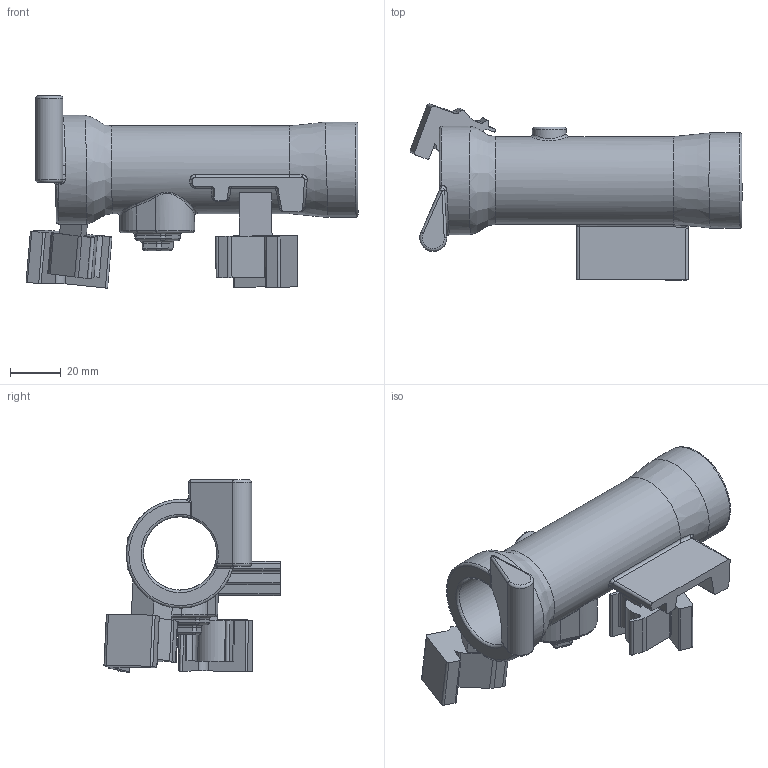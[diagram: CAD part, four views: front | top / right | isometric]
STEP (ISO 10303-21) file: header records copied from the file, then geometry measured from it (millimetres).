
FILE_DESCRIPTION(/* description */ (''),/* implementation_level */ '2;1');
FILE_NAME(/* name */ '12.stp',/* time_stamp */ '2019-05-31T10:43:20+08:00',/* author */ (''),/* organization */ (''),/* preprocessor_version */ 'ST-DEVELOPER v16',/* originating_system */ 'SIEMENS PLM Software NX 10.0',/* authorisation */ '');
FILE_SCHEMA (('AP203_CONFIGURATION_CONTROLLED_3D_DESIGN_OF_MECHANICAL_PARTS_AND_ASSEMBLIES_MIM_LF { 1 0 10303 403 2 1 2}'));
Length unit declared in the file: millimetre
Products named in the file (1): hp1638584Ackvc
Bounding box: 130.4 x 69.18 x 75.52 mm (x, y, z)
Volume: 84201.4 mm3; surface area: 37758.1 mm2
Topology: 1 solids, 1 shells, 255 faces, 649 edges, 391 vertices
Faces by surface type: cylinder 102, plane 75, bspline 55, torus 17, sphere 6
Full cylindrical faces by diameter (mm): 13.393 x1, 28.761 x1, 34.504 x1, 37.496 x1, 42.7 x1
Entity records: 9881 total; most frequent: CARTESIAN_POINT 3929, ORIENTED_EDGE 1248, DIRECTION 1227, EDGE_CURVE 624, AXIS2_PLACEMENT_3D 477, VERTEX_POINT 384, LINE 273, VECTOR 273
